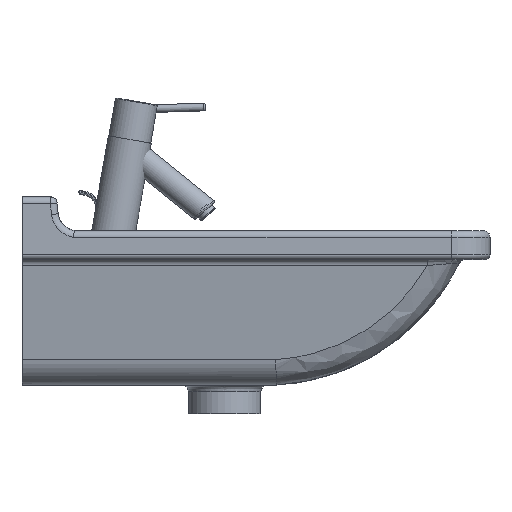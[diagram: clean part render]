
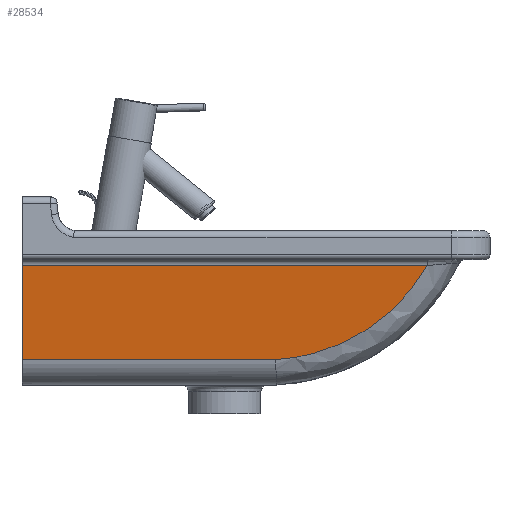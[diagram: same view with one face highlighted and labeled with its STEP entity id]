
A CAD part, left-side view. The second image highlights one B-rep face of the part: STEP entity #28534.
In plain terms, the highlighted planar face has unit normal (-0.993, 0, -0.122).
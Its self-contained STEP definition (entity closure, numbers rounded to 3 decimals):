
#25960=CARTESIAN_POINT('',(216.925,-392.788,158.853));
#25961=VERTEX_POINT('',#25960);
#26026=CARTESIAN_POINT('',(216.925,27.232,158.853));
#26027=VERTEX_POINT('',#26026);
#26035=CARTESIAN_POINT('',(216.925,27.232,158.853));
#26036=DIRECTION('',(0.0,-1.0,0.0));
#26037=VECTOR('',#26036,420.02);
#26038=LINE('',#26035,#26037);
#26039=EDGE_CURVE('',#26027,#25961,#26038,.T.);
#26222=CARTESIAN_POINT('',(228.897,-235.645,61.344));
#26223=VERTEX_POINT('',#26222);
#26224=CARTESIAN_POINT('',(205.127,-224.339,254.943));
#26225=DIRECTION('',(0.993,0.0,0.122));
#26226=DIRECTION('',(0.122,0.,-0.993));
#26227=AXIS2_PLACEMENT_3D('',#26224,#26225,#26226);
#26228=ELLIPSE('',#26227,195.385,193.929);
#26229=EDGE_CURVE('',#25961,#26223,#26228,.T.);
#26271=CARTESIAN_POINT('',(228.897,27.232,61.344));
#26272=VERTEX_POINT('',#26271);
#26289=CARTESIAN_POINT('',(228.897,-235.645,61.344));
#26290=DIRECTION('',(0.0,1.0,0.0));
#26291=VECTOR('',#26290,262.877);
#26292=LINE('',#26289,#26291);
#26293=EDGE_CURVE('',#26223,#26272,#26292,.T.);
#26407=CARTESIAN_POINT('',(216.925,27.232,158.853));
#26408=DIRECTION('',(0.122,0.0,-0.993));
#26409=VECTOR('',#26408,98.241);
#26410=LINE('',#26407,#26409);
#26411=EDGE_CURVE('',#26027,#26272,#26410,.T.);
#28523=CARTESIAN_POINT('',(224.765,-94.018,95.0));
#28524=DIRECTION('',(-0.993,0.0,-0.122));
#28525=DIRECTION('',(-0.122,0.0,0.993));
#28526=AXIS2_PLACEMENT_3D('',#28523,#28524,#28525);
#28527=PLANE('',#28526);
#28528=ORIENTED_EDGE('',*,*,#26039,.F.);
#28529=ORIENTED_EDGE('',*,*,#26411,.T.);
#28530=ORIENTED_EDGE('',*,*,#26293,.F.);
#28531=ORIENTED_EDGE('',*,*,#26229,.F.);
#28532=EDGE_LOOP('',(#28528,#28529,#28530,#28531));
#28533=FACE_OUTER_BOUND('',#28532,.T.);
#28534=ADVANCED_FACE('',(#28533),#28527,.T.);
